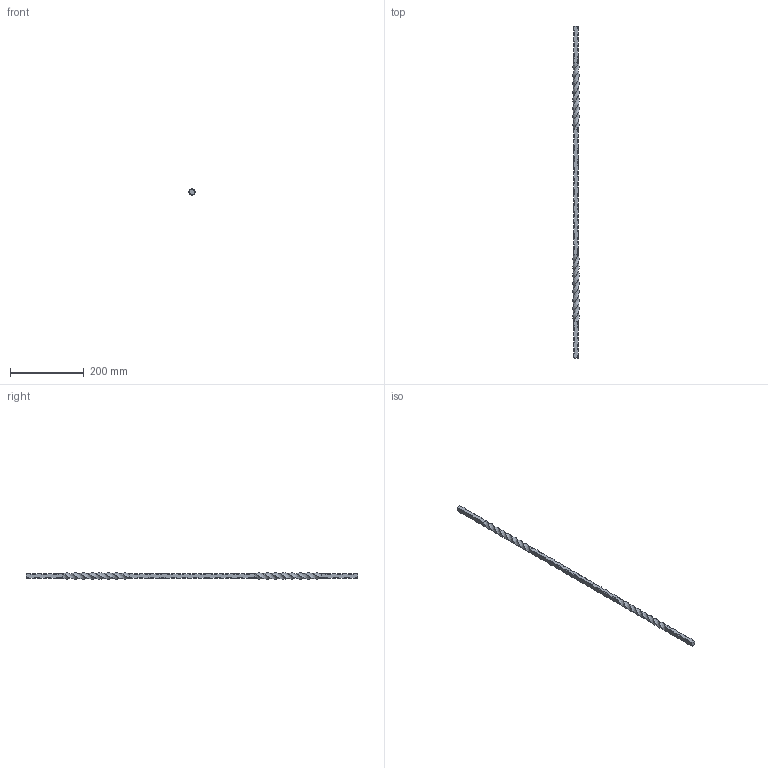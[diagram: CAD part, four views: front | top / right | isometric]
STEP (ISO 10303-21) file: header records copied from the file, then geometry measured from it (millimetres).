
FILE_DESCRIPTION (( 'STEP AP203' ), '1' );
FILE_NAME ('1114.STEP', '2023-05-23T14:07:09', ( '' ), ( '' ), 'SwSTEP 2.0', 'SolidWorks 2018', '' );
FILE_SCHEMA (( 'CONFIG_CONTROL_DESIGN' ));
Length unit declared in the file: millimetre
Products named in the file (1): 1114
Bounding box: 17.02 x 900 x 17.02 mm (x, y, z)
Volume: 125744.9 mm3; surface area: 43011 mm2
Topology: 1 solids, 1 shells, 292 faces, 939 edges, 526 vertices
Faces by surface type: plane 138, torus 78, bspline 76
Entity records: 13028 total; most frequent: CARTESIAN_POINT 5930, ORIENTED_EDGE 1598, DIRECTION 1233, EDGE_CURVE 799, VERTEX_POINT 526, LINE 487, VECTOR 487, AXIS2_PLACEMENT_3D 373
